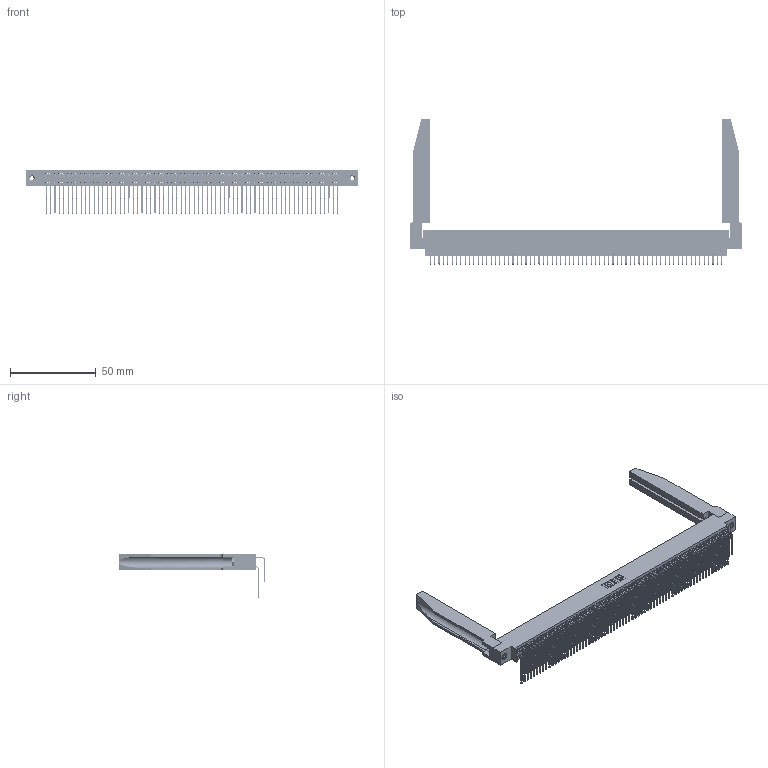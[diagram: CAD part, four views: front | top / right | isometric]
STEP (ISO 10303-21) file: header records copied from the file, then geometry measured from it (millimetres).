
FILE_DESCRIPTION (( 'STEP AP203' ), '1' );
FILE_NAME ('345-136-559-878.STEP', '2019-11-08T11:52:35', ( '' ), ( '' ), 'SwSTEP 2.0', 'SolidWorks 2016', '' );
FILE_SCHEMA (( 'CONFIG_CONTROL_DESIGN' ));
Length unit declared in the file: inch
Products named in the file (6): 345-136-559-878; 345-220-078_345-220-078; 345-292-001_559 Tail - 2; 345-292-001_558 559 Tail - 1; 345-250-001_345-250-001-102; 345 Part_0.170 Offset - 0.156 Dia-TH
Assembly tree (141 placements, depth 2):
  345-136-559-878
    345 Part_0.170 Offset - 0.156 Dia-TH
    345-292-001_558 559 Tail - 1  x68
    345-292-001_559 Tail - 2  x68
    345-250-001_345-250-001-102  x2
    345-220-078_345-220-078  x2
Bounding box: 193.95 x 85.84 x 25.53 mm (x, y, z)
Volume: 27523.9 mm3; surface area: 40373.6 mm2
Topology: 141 solids, 141 shells, 7436 faces, 22041 edges, 14502 vertices
Faces by surface type: plane 4986, cylinder 2398, bspline 36, cone 12, torus 4
Entity records: 56378 total; most frequent: CARTESIAN_POINT 10390, ORIENTED_EDGE 9170, DIRECTION 8095, EDGE_CURVE 4585, LINE 4047, VECTOR 4047, VERTEX_POINT 3048, AXIS2_PLACEMENT_3D 2024
